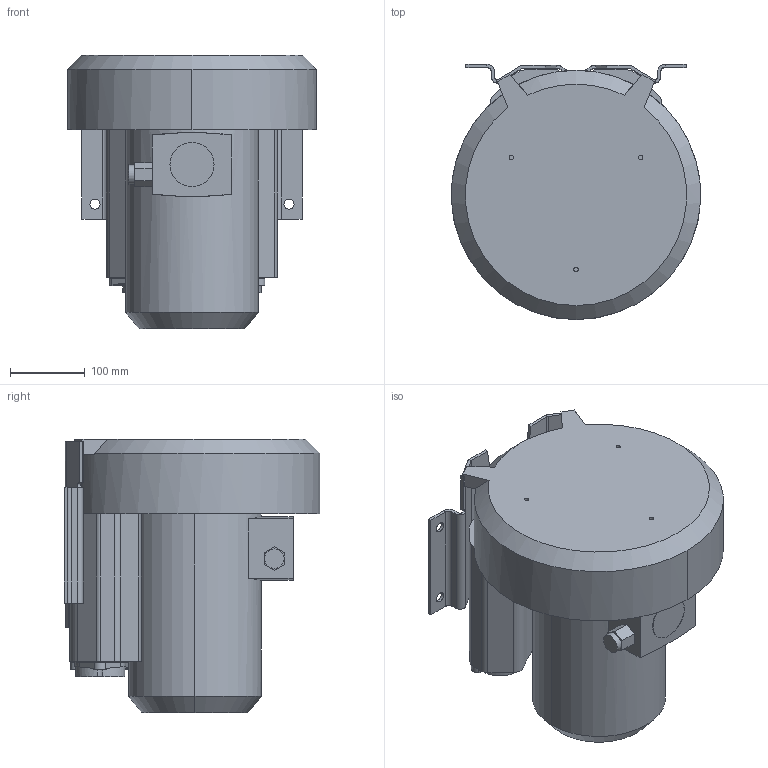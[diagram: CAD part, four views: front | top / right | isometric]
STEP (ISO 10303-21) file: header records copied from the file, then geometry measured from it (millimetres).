
FILE_DESCRIPTION(/* description */ (''),/* implementation_level */ '2;1');
FILE_NAME(/* name */ '2RB510-1AQ26-JT-.stp',/* time_stamp */ '2025-07-14T11:03:19+08:00',/* author */ (''),/* organization */ (''),/* preprocessor_version */ 'ST-DEVELOPER v16',/* originating_system */ 'SIEMENS PLM Software NX 10.0',/* authorisation */ '');
FILE_SCHEMA (('AP203_CONFIGURATION_CONTROLLED_3D_DESIGN_OF_MECHANICAL_PARTS_AND_ASSEMBLIES_MIM_LF { 1 0 10303 403 2 1 2}'));
Length unit declared in the file: millimetre
Products named in the file (1): Admi051CEFCEdbjr
Bounding box: 333.8 x 342 x 366.5 mm (x, y, z)
Volume: 18889745 mm3; surface area: 729153.1 mm2
Topology: 1 solids, 1 shells, 294 faces, 836 edges, 568 vertices
Faces by surface type: plane 158, cylinder 130, cone 4, extrusion 2
Full cylindrical faces by diameter (mm): 26 x1, 59 x1
Entity records: 9984 total; most frequent: CARTESIAN_POINT 1887, DIRECTION 1750, ORIENTED_EDGE 1664, EDGE_CURVE 832, AXIS2_PLACEMENT_3D 657, VERTEX_POINT 566, VECTOR 436, LINE 434
